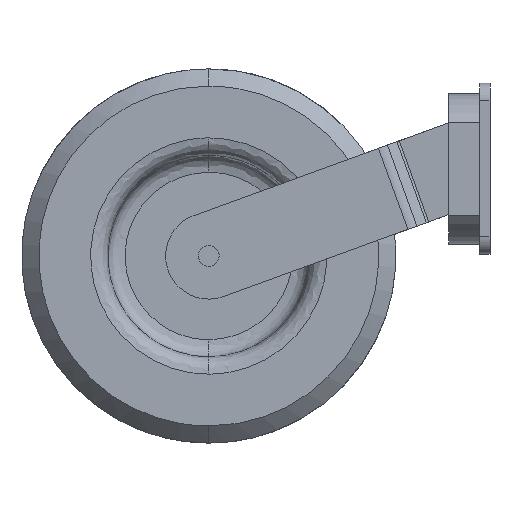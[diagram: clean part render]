
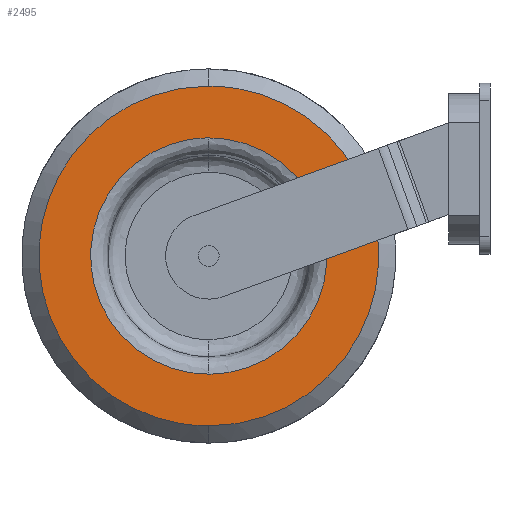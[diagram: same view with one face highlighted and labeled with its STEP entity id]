
A CAD part, left-side view. The second image highlights one B-rep face of the part: STEP entity #2495.
In plain terms, the highlighted free-form (B-spline) face has degree [1, 1] with [2, 2] control points.
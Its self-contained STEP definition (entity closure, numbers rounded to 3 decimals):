
#1283 = EDGE_CURVE('',#1284,#1286,#1288,.T.);
#1284 = VERTEX_POINT('',#1285);
#1285 = CARTESIAN_POINT('',(-42.878,210.441,
    64.169));
#1286 = VERTEX_POINT('',#1287);
#1287 = CARTESIAN_POINT('',(-42.878,210.441,
    -199.8));
#1288 = ( BOUNDED_CURVE() B_SPLINE_CURVE(2,(#1289,#1290,#1291,#1292,
#1293),.UNSPECIFIED.,.F.,.F.) B_SPLINE_CURVE_WITH_KNOTS((3,2,3),(
    3.142,4.712,6.283),
.PIECEWISE_BEZIER_KNOTS.) CURVE() GEOMETRIC_REPRESENTATION_ITEM() 
RATIONAL_B_SPLINE_CURVE((1.,0.707,1.,0.707,1.)) 
REPRESENTATION_ITEM('') );
#1289 = CARTESIAN_POINT('',(-42.878,210.441,
    64.169));
#1290 = CARTESIAN_POINT('',(-42.878,342.426,
    64.169));
#1291 = CARTESIAN_POINT('',(-42.878,342.426,
    -67.816));
#1292 = CARTESIAN_POINT('',(-42.878,342.426,
    -199.8));
#1293 = CARTESIAN_POINT('',(-42.878,210.441,
    -199.8));
#1392 = VERTEX_POINT('',#1393);
#1393 = CARTESIAN_POINT('',(-42.878,210.441,
    23.97));
#1399 = EDGE_CURVE('',#1400,#1392,#1402,.T.);
#1400 = VERTEX_POINT('',#1401);
#1401 = CARTESIAN_POINT('',(-42.878,210.441,
    -159.602));
#1402 = ( BOUNDED_CURVE() B_SPLINE_CURVE(2,(#1403,#1404,#1405,#1406,
#1407),.UNSPECIFIED.,.F.,.F.) B_SPLINE_CURVE_WITH_KNOTS((3,2,3),(0.,
1.571,3.142),.PIECEWISE_BEZIER_KNOTS.) CURVE() 
GEOMETRIC_REPRESENTATION_ITEM() RATIONAL_B_SPLINE_CURVE((1.,
0.707,1.,0.707,1.)) REPRESENTATION_ITEM('') );
#1403 = CARTESIAN_POINT('',(-42.878,210.441,
    -159.602));
#1404 = CARTESIAN_POINT('',(-42.878,302.228,
    -159.602));
#1405 = CARTESIAN_POINT('',(-42.878,302.228,
    -67.816));
#1406 = CARTESIAN_POINT('',(-42.878,302.228,
    23.97));
#1407 = CARTESIAN_POINT('',(-42.878,210.441,
    23.97));
#2495 = ADVANCED_FACE('',(#2496,#2507),#2518,.F.);
#2496 = FACE_BOUND('',#2497,.T.);
#2497 = EDGE_LOOP('',(#2498,#2506));
#2498 = ORIENTED_EDGE('',*,*,#2499,.T.);
#2499 = EDGE_CURVE('',#1286,#1284,#2500,.T.);
#2500 = ( BOUNDED_CURVE() B_SPLINE_CURVE(2,(#2501,#2502,#2503,#2504,
#2505),.UNSPECIFIED.,.F.,.F.) B_SPLINE_CURVE_WITH_KNOTS((3,2,3),(0.,
1.571,3.142),.PIECEWISE_BEZIER_KNOTS.) CURVE() 
GEOMETRIC_REPRESENTATION_ITEM() RATIONAL_B_SPLINE_CURVE((1.,
0.707,1.,0.707,1.)) REPRESENTATION_ITEM('') );
#2501 = CARTESIAN_POINT('',(-42.878,210.441,
    -199.8));
#2502 = CARTESIAN_POINT('',(-42.878,78.457,
    -199.8));
#2503 = CARTESIAN_POINT('',(-42.878,78.457,
    -67.816));
#2504 = CARTESIAN_POINT('',(-42.878,78.457,
    64.169));
#2505 = CARTESIAN_POINT('',(-42.878,210.441,
    64.169));
#2506 = ORIENTED_EDGE('',*,*,#1283,.T.);
#2507 = FACE_BOUND('',#2508,.T.);
#2508 = EDGE_LOOP('',(#2509,#2510));
#2509 = ORIENTED_EDGE('',*,*,#1399,.T.);
#2510 = ORIENTED_EDGE('',*,*,#2511,.T.);
#2511 = EDGE_CURVE('',#1392,#1400,#2512,.T.);
#2512 = ( BOUNDED_CURVE() B_SPLINE_CURVE(2,(#2513,#2514,#2515,#2516,
#2517),.UNSPECIFIED.,.F.,.F.) B_SPLINE_CURVE_WITH_KNOTS((3,2,3),(
    3.142,4.712,6.283),
.PIECEWISE_BEZIER_KNOTS.) CURVE() GEOMETRIC_REPRESENTATION_ITEM() 
RATIONAL_B_SPLINE_CURVE((1.,0.707,1.,0.707,1.)) 
REPRESENTATION_ITEM('') );
#2513 = CARTESIAN_POINT('',(-42.878,210.441,
    23.97));
#2514 = CARTESIAN_POINT('',(-42.878,118.655,
    23.97));
#2515 = CARTESIAN_POINT('',(-42.878,118.655,
    -67.816));
#2516 = CARTESIAN_POINT('',(-42.878,118.655,
    -159.602));
#2517 = CARTESIAN_POINT('',(-42.878,210.441,
    -159.602));
#2518 = B_SPLINE_SURFACE_WITH_KNOTS('',1,1,(
    (#2519,#2520)
    ,(#2521,#2522
    )),.UNSPECIFIED.,.F.,.F.,.F.,(2,2),(2,2),(-98.5,98.5),(-98.5,98.5),
  .PIECEWISE_BEZIER_KNOTS.);
#2519 = CARTESIAN_POINT('',(-42.878,78.457,
    64.169));
#2520 = CARTESIAN_POINT('',(-42.878,342.426,
    64.169));
#2521 = CARTESIAN_POINT('',(-42.878,78.457,
    -199.8));
#2522 = CARTESIAN_POINT('',(-42.878,342.426,
    -199.8));
